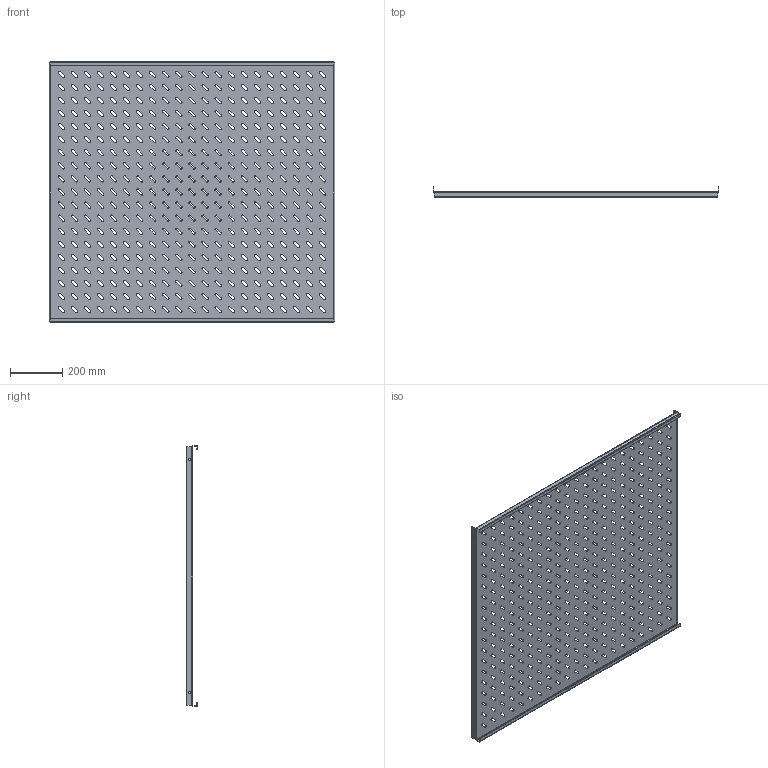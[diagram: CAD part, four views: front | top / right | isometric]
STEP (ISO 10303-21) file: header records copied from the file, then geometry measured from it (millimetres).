
FILE_DESCRIPTION (( 'STEP AP214' ), '1' );
FILE_NAME ('945.222.STEP', '2024-09-23T07:04:33', ( '' ), ( '' ), 'SwSTEP 2.0', 'SolidWorks 2021', '' );
FILE_SCHEMA (( 'AUTOMOTIVE_DESIGN' ));
Length unit declared in the file: millimetre
Products named in the file (1): 945.222
Bounding box: 1092 x 41 x 997 mm (x, y, z)
Volume: 1644353.6 mm3; surface area: 2241475 mm2
Topology: 1 solids, 1 shells, 2063 faces, 6155 edges, 4094 vertices
Faces by surface type: cylinder 1225, plane 838
Entity records: 71881 total; most frequent: DIRECTION 12733, CARTESIAN_POINT 12313, ORIENTED_EDGE 12310, EDGE_CURVE 6155, AXIS2_PLACEMENT_3D 4514, VERTEX_POINT 4094, VECTOR 3705, LINE 3705
